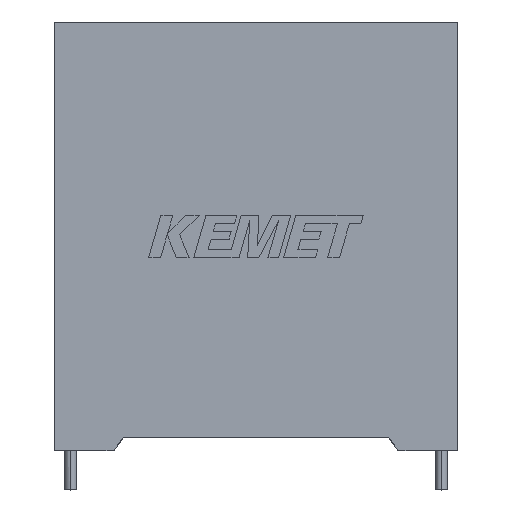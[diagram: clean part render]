
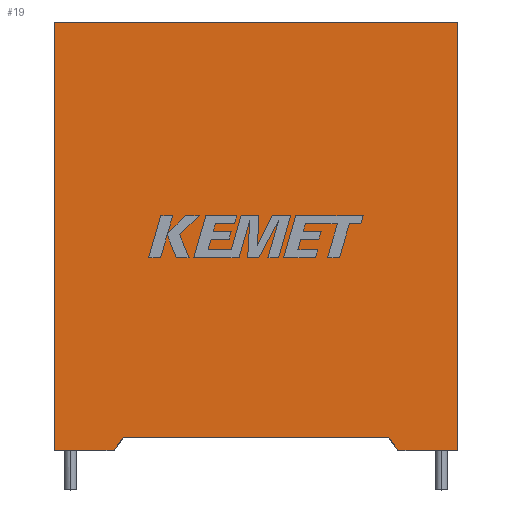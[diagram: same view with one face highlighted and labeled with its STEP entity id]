
A CAD part, top view. The second image highlights one B-rep face of the part: STEP entity #19.
In plain terms, the highlighted planar face has unit normal (0, 0, 1).
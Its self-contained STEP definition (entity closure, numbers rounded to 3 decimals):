
#19 = ADVANCED_FACE ( 'NONE', ( #2200 ), #3315, .F. ) ;
#96 = CARTESIAN_POINT ( 'NONE',  ( 0., 0., 23.3 ) ) ;
#211 = LINE ( 'NONE', #1059, #491 ) ;
#291 = LINE ( 'NONE', #1803, #2600 ) ;
#295 = ORIENTED_EDGE ( 'NONE', *, *, #2372, .T. ) ;
#310 = VERTEX_POINT ( 'NONE', #2971 ) ;
#380 = LINE ( 'NONE', #1204, #592 ) ;
#491 = VECTOR ( 'NONE', #2758, 1000. ) ;
#557 = CARTESIAN_POINT ( 'NONE',  ( 0., 43.3, 23.3 ) ) ;
#592 = VECTOR ( 'NONE', #1761, 1000. ) ;
#606 = VERTEX_POINT ( 'NONE', #2067 ) ;
#618 = DIRECTION ( 'NONE',  ( -1., 0., 0. ) ) ;
#749 = ORIENTED_EDGE ( 'NONE', *, *, #2562, .T. ) ;
#759 = VECTOR ( 'NONE', #1642, 1000. ) ;
#837 = LINE ( 'NONE', #96, #1673 ) ;
#840 = LINE ( 'NONE', #1408, #759 ) ;
#965 = VERTEX_POINT ( 'NONE', #3025 ) ;
#1059 = CARTESIAN_POINT ( 'NONE',  ( 0., 0., 23.3 ) ) ;
#1204 = CARTESIAN_POINT ( 'NONE',  ( 20.4, 1.273, 23.3 ) ) ;
#1234 = EDGE_CURVE ( 'NONE', #2411, #2637, #380, .T. ) ;
#1265 = LINE ( 'NONE', #1692, #2563 ) ;
#1342 = EDGE_CURVE ( 'NONE', #310, #2737, #1381, .T. ) ;
#1381 = LINE ( 'NONE', #1794, #2106 ) ;
#1408 = CARTESIAN_POINT ( 'NONE',  ( 6.95, 1.273, 23.3 ) ) ;
#1450 = EDGE_CURVE ( 'NONE', #2779, #1954, #1676, .T. ) ;
#1546 = CARTESIAN_POINT ( 'NONE',  ( 40.8, 43.3, 23.3 ) ) ;
#1568 = EDGE_CURVE ( 'NONE', #2637, #2737, #840, .T. ) ;
#1642 = DIRECTION ( 'NONE',  ( -0.577, -0.817, 0. ) ) ;
#1658 = DIRECTION ( 'NONE',  ( 0., -1., 0. ) ) ;
#1673 = VECTOR ( 'NONE', #1658, 1000. ) ;
#1676 = LINE ( 'NONE', #557, #3062 ) ;
#1692 = CARTESIAN_POINT ( 'NONE',  ( 33.85, 1.273, 23.3 ) ) ;
#1761 = DIRECTION ( 'NONE',  ( -1., 0., 0. ) ) ;
#1794 = CARTESIAN_POINT ( 'NONE',  ( 0., 0., 23.3 ) ) ;
#1803 = CARTESIAN_POINT ( 'NONE',  ( 40.8, 0., 23.3 ) ) ;
#1804 = ORIENTED_EDGE ( 'NONE', *, *, #2623, .T. ) ;
#1881 = CARTESIAN_POINT ( 'NONE',  ( 0., 43.3, 23.3 ) ) ;
#1954 = VERTEX_POINT ( 'NONE', #1881 ) ;
#2043 = ORIENTED_EDGE ( 'NONE', *, *, #1568, .F. ) ;
#2065 = ORIENTED_EDGE ( 'NONE', *, *, #1342, .T. ) ;
#2067 = CARTESIAN_POINT ( 'NONE',  ( 40.8, 0., 23.3 ) ) ;
#2095 = AXIS2_PLACEMENT_3D ( 'NONE', #2223, #3290, #618 ) ;
#2106 = VECTOR ( 'NONE', #2697, 1000. ) ;
#2129 = DIRECTION ( 'NONE',  ( -1., 0., 0. ) ) ;
#2139 = ORIENTED_EDGE ( 'NONE', *, *, #3111, .T. ) ;
#2187 = DIRECTION ( 'NONE',  ( 0.577, -0.817, 0. ) ) ;
#2200 = FACE_OUTER_BOUND ( 'NONE', #2454, .T. ) ;
#2223 = CARTESIAN_POINT ( 'NONE',  ( 0., 0., 23.3 ) ) ;
#2372 = EDGE_CURVE ( 'NONE', #606, #2779, #291, .T. ) ;
#2411 = VERTEX_POINT ( 'NONE', #3108 ) ;
#2454 = EDGE_LOOP ( 'NONE', ( #3129, #1804, #2139, #295, #3191, #749, #2065, #2043 ) ) ;
#2562 = EDGE_CURVE ( 'NONE', #1954, #310, #837, .T. ) ;
#2563 = VECTOR ( 'NONE', #2187, 1000. ) ;
#2600 = VECTOR ( 'NONE', #2619, 1000. ) ;
#2619 = DIRECTION ( 'NONE',  ( 0., 1., 0. ) ) ;
#2623 = EDGE_CURVE ( 'NONE', #2411, #965, #1265, .T. ) ;
#2637 = VERTEX_POINT ( 'NONE', #3249 ) ;
#2697 = DIRECTION ( 'NONE',  ( 1., 0., 0. ) ) ;
#2737 = VERTEX_POINT ( 'NONE', #3075 ) ;
#2758 = DIRECTION ( 'NONE',  ( 1., 0., 0. ) ) ;
#2779 = VERTEX_POINT ( 'NONE', #1546 ) ;
#2971 = CARTESIAN_POINT ( 'NONE',  ( 0., 0., 23.3 ) ) ;
#3025 = CARTESIAN_POINT ( 'NONE',  ( 34.75, 0., 23.3 ) ) ;
#3062 = VECTOR ( 'NONE', #2129, 1000. ) ;
#3075 = CARTESIAN_POINT ( 'NONE',  ( 6.05, 0., 23.3 ) ) ;
#3108 = CARTESIAN_POINT ( 'NONE',  ( 33.85, 1.273, 23.3 ) ) ;
#3111 = EDGE_CURVE ( 'NONE', #965, #606, #211, .T. ) ;
#3129 = ORIENTED_EDGE ( 'NONE', *, *, #1234, .F. ) ;
#3191 = ORIENTED_EDGE ( 'NONE', *, *, #1450, .T. ) ;
#3249 = CARTESIAN_POINT ( 'NONE',  ( 6.95, 1.273, 23.3 ) ) ;
#3290 = DIRECTION ( 'NONE',  ( 0., 0., -1. ) ) ;
#3315 = PLANE ( 'NONE',  #2095 ) ;
